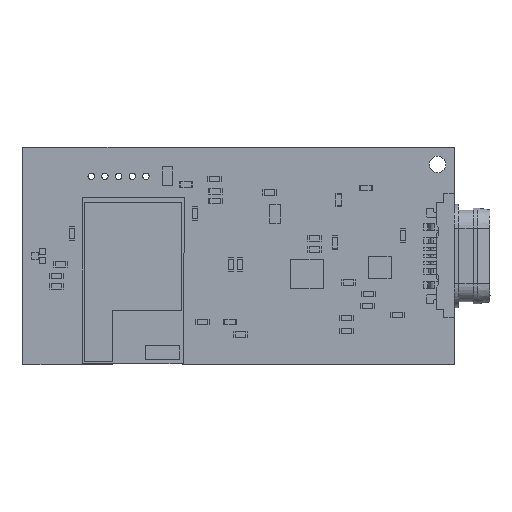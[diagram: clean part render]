
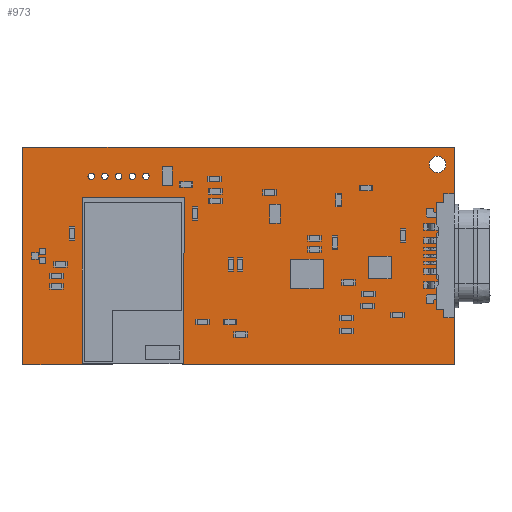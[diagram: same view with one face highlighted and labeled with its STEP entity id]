
A CAD part, top view. The second image highlights one B-rep face of the part: STEP entity #973.
In plain terms, the highlighted planar face has unit normal (0, 0, 1).
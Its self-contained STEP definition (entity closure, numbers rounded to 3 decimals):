
#228 = VERTEX_POINT('',#229);
#229 = CARTESIAN_POINT('',(0.,-0.075,
    0.811));
#235 = EDGE_CURVE('',#228,#236,#238,.T.);
#236 = VERTEX_POINT('',#237);
#237 = CARTESIAN_POINT('',(8.255,-0.075,0.811
    ));
#238 = LINE('',#239,#240);
#239 = CARTESIAN_POINT('',(0.,-0.075,0.811));
#240 = VECTOR('',#241,1.);
#241 = DIRECTION('',(1.,0.,0.));
#266 = EDGE_CURVE('',#236,#267,#269,.T.);
#267 = VERTEX_POINT('',#268);
#268 = CARTESIAN_POINT('',(8.328,-0.018,0.811
    ));
#269 = CIRCLE('',#270,0.076);
#270 = AXIS2_PLACEMENT_3D('',#271,#272,#273);
#271 = CARTESIAN_POINT('',(8.254,0.001,0.811)
  );
#272 = DIRECTION('',(0.,0.,1.));
#273 = DIRECTION('',(0.009,-1.,0.));
#299 = EDGE_CURVE('',#267,#300,#302,.T.);
#300 = VERTEX_POINT('',#301);
#301 = CARTESIAN_POINT('',(8.385,0.055,0.811)
  );
#302 = CIRCLE('',#303,0.076);
#303 = AXIS2_PLACEMENT_3D('',#304,#305,#306);
#304 = CARTESIAN_POINT('',(8.309,0.056,0.811)
  );
#305 = DIRECTION('',(0.,0.,1.));
#306 = DIRECTION('',(0.251,-0.968,0.));
#332 = EDGE_CURVE('',#300,#333,#335,.T.);
#333 = VERTEX_POINT('',#334);
#334 = CARTESIAN_POINT('',(8.385,4.905,0.811));
#335 = LINE('',#336,#337);
#336 = CARTESIAN_POINT('',(8.385,0.055,0.811)
  );
#337 = VECTOR('',#338,1.);
#338 = DIRECTION('',(0.,1.,0.));
#363 = EDGE_CURVE('',#333,#364,#366,.T.);
#364 = VERTEX_POINT('',#365);
#365 = CARTESIAN_POINT('',(14.798,4.905,0.811));
#366 = LINE('',#367,#368);
#367 = CARTESIAN_POINT('',(8.385,4.905,0.811));
#368 = VECTOR('',#369,1.);
#369 = DIRECTION('',(1.,0.,0.));
#394 = EDGE_CURVE('',#364,#395,#397,.T.);
#395 = VERTEX_POINT('',#396);
#396 = CARTESIAN_POINT('',(14.798,0.027,0.811
    ));
#397 = LINE('',#398,#399);
#398 = CARTESIAN_POINT('',(14.798,4.905,0.811));
#399 = VECTOR('',#400,1.);
#400 = DIRECTION('',(0.,-1.,0.));
#425 = EDGE_CURVE('',#395,#426,#428,.T.);
#426 = VERTEX_POINT('',#427);
#427 = CARTESIAN_POINT('',(14.835,-0.038,0.811
    ));
#428 = CIRCLE('',#429,0.074);
#429 = AXIS2_PLACEMENT_3D('',#430,#431,#432);
#430 = CARTESIAN_POINT('',(14.872,0.026,0.811
    ));
#431 = DIRECTION('',(0.,0.,1.));
#432 = DIRECTION('',(-1.,0.011,0.));
#458 = EDGE_CURVE('',#426,#459,#461,.T.);
#459 = VERTEX_POINT('',#460);
#460 = CARTESIAN_POINT('',(14.9,-0.075,0.811
    ));
#461 = CIRCLE('',#462,0.074);
#462 = AXIS2_PLACEMENT_3D('',#463,#464,#465);
#463 = CARTESIAN_POINT('',(14.899,-0.001,
    0.811));
#464 = DIRECTION('',(0.,0.,1.));
#465 = DIRECTION('',(-0.865,-0.501,0.));
#491 = EDGE_CURVE('',#459,#492,#494,.T.);
#492 = VERTEX_POINT('',#493);
#493 = CARTESIAN_POINT('',(40.,-0.075,0.811));
#494 = LINE('',#495,#496);
#495 = CARTESIAN_POINT('',(14.9,-0.075,0.811
    ));
#496 = VECTOR('',#497,1.);
#497 = DIRECTION('',(1.,0.,0.));
#522 = EDGE_CURVE('',#492,#523,#525,.T.);
#523 = VERTEX_POINT('',#524);
#524 = CARTESIAN_POINT('',(40.075,0.,
    0.811));
#525 = CIRCLE('',#526,0.075);
#526 = AXIS2_PLACEMENT_3D('',#527,#528,#529);
#527 = CARTESIAN_POINT('',(40.,0.,0.811
    ));
#528 = DIRECTION('',(0.,0.,1.));
#529 = DIRECTION('',(0.001,-1.,0.));
#555 = EDGE_CURVE('',#523,#556,#558,.T.);
#556 = VERTEX_POINT('',#557);
#557 = CARTESIAN_POINT('',(40.075,20.,0.811));
#558 = LINE('',#559,#560);
#559 = CARTESIAN_POINT('',(40.075,0.,0.811));
#560 = VECTOR('',#561,1.);
#561 = DIRECTION('',(0.,1.,0.));
#586 = EDGE_CURVE('',#556,#587,#589,.T.);
#587 = VERTEX_POINT('',#588);
#588 = CARTESIAN_POINT('',(40.,20.075,0.811));
#589 = CIRCLE('',#590,0.075);
#590 = AXIS2_PLACEMENT_3D('',#591,#592,#593);
#591 = CARTESIAN_POINT('',(40.,20.,0.811));
#592 = DIRECTION('',(0.,0.,1.));
#593 = DIRECTION('',(1.,0.002,0.));
#619 = EDGE_CURVE('',#587,#620,#622,.T.);
#620 = VERTEX_POINT('',#621);
#621 = CARTESIAN_POINT('',(0.,20.075,
    0.811));
#622 = LINE('',#623,#624);
#623 = CARTESIAN_POINT('',(40.,20.075,0.811));
#624 = VECTOR('',#625,1.);
#625 = DIRECTION('',(-1.,0.,0.));
#650 = EDGE_CURVE('',#620,#651,#653,.T.);
#651 = VERTEX_POINT('',#652);
#652 = CARTESIAN_POINT('',(-0.075,20.,0.811));
#653 = CIRCLE('',#654,0.075);
#654 = AXIS2_PLACEMENT_3D('',#655,#656,#657);
#655 = CARTESIAN_POINT('',(0.,20.,0.811
    ));
#656 = DIRECTION('',(0.,0.,1.));
#657 = DIRECTION('',(-0.002,1.,0.));
#683 = EDGE_CURVE('',#651,#684,#686,.T.);
#684 = VERTEX_POINT('',#685);
#685 = CARTESIAN_POINT('',(-0.075,0.,
    0.811));
#686 = LINE('',#687,#688);
#687 = CARTESIAN_POINT('',(-0.075,20.,0.811));
#688 = VECTOR('',#689,1.);
#689 = DIRECTION('',(0.,-1.,0.));
#714 = EDGE_CURVE('',#684,#228,#715,.T.);
#715 = CIRCLE('',#716,0.075);
#716 = AXIS2_PLACEMENT_3D('',#717,#718,#719);
#717 = CARTESIAN_POINT('',(0.,0.,
    0.811));
#718 = DIRECTION('',(0.,0.,1.));
#719 = DIRECTION('',(-1.,-0.002,0.));
#740 = VERTEX_POINT('',#741);
#741 = CARTESIAN_POINT('',(9.19,17.4,0.811));
#747 = EDGE_CURVE('',#740,#740,#748,.T.);
#748 = CIRCLE('',#749,0.3);
#749 = AXIS2_PLACEMENT_3D('',#750,#751,#752);
#750 = CARTESIAN_POINT('',(8.89,17.4,0.811));
#751 = DIRECTION('',(0.,0.,1.));
#752 = DIRECTION('',(1.,0.,0.));
#773 = VERTEX_POINT('',#774);
#774 = CARTESIAN_POINT('',(6.65,17.4,0.811));
#780 = EDGE_CURVE('',#773,#773,#781,.T.);
#781 = CIRCLE('',#782,0.3);
#782 = AXIS2_PLACEMENT_3D('',#783,#784,#785);
#783 = CARTESIAN_POINT('',(6.35,17.4,0.811));
#784 = DIRECTION('',(0.,0.,1.));
#785 = DIRECTION('',(1.,0.,0.));
#806 = VERTEX_POINT('',#807);
#807 = CARTESIAN_POINT('',(7.92,17.4,0.811));
#813 = EDGE_CURVE('',#806,#806,#814,.T.);
#814 = CIRCLE('',#815,0.3);
#815 = AXIS2_PLACEMENT_3D('',#816,#817,#818);
#816 = CARTESIAN_POINT('',(7.62,17.4,0.811));
#817 = DIRECTION('',(0.,0.,1.));
#818 = DIRECTION('',(1.,0.,0.));
#839 = VERTEX_POINT('',#840);
#840 = CARTESIAN_POINT('',(10.46,17.4,0.811));
#846 = EDGE_CURVE('',#839,#839,#847,.T.);
#847 = CIRCLE('',#848,0.3);
#848 = AXIS2_PLACEMENT_3D('',#849,#850,#851);
#849 = CARTESIAN_POINT('',(10.16,17.4,0.811));
#850 = DIRECTION('',(0.,0.,1.));
#851 = DIRECTION('',(1.,0.,0.));
#872 = VERTEX_POINT('',#873);
#873 = CARTESIAN_POINT('',(11.73,17.4,0.811));
#879 = EDGE_CURVE('',#872,#872,#880,.T.);
#880 = CIRCLE('',#881,0.3);
#881 = AXIS2_PLACEMENT_3D('',#882,#883,#884);
#882 = CARTESIAN_POINT('',(11.43,17.4,0.811));
#883 = DIRECTION('',(0.,0.,1.));
#884 = DIRECTION('',(1.,0.,0.));
#905 = VERTEX_POINT('',#906);
#906 = CARTESIAN_POINT('',(39.275,18.5,0.811));
#912 = EDGE_CURVE('',#905,#905,#913,.T.);
#913 = CIRCLE('',#914,0.775);
#914 = AXIS2_PLACEMENT_3D('',#915,#916,#917);
#915 = CARTESIAN_POINT('',(38.5,18.5,0.811));
#916 = DIRECTION('',(0.,0.,1.));
#917 = DIRECTION('',(1.,0.,0.));
#973 = ADVANCED_FACE('',(#974,#992,#995,#998,#1001,#1004,#1007),#1010,
  .F.);
#974 = FACE_BOUND('',#975,.T.);
#975 = EDGE_LOOP('',(#976,#977,#978,#979,#980,#981,#982,#983,#984,#985,
    #986,#987,#988,#989,#990,#991));
#976 = ORIENTED_EDGE('',*,*,#235,.T.);
#977 = ORIENTED_EDGE('',*,*,#266,.T.);
#978 = ORIENTED_EDGE('',*,*,#299,.T.);
#979 = ORIENTED_EDGE('',*,*,#332,.T.);
#980 = ORIENTED_EDGE('',*,*,#363,.T.);
#981 = ORIENTED_EDGE('',*,*,#394,.T.);
#982 = ORIENTED_EDGE('',*,*,#425,.T.);
#983 = ORIENTED_EDGE('',*,*,#458,.T.);
#984 = ORIENTED_EDGE('',*,*,#491,.T.);
#985 = ORIENTED_EDGE('',*,*,#522,.T.);
#986 = ORIENTED_EDGE('',*,*,#555,.T.);
#987 = ORIENTED_EDGE('',*,*,#586,.T.);
#988 = ORIENTED_EDGE('',*,*,#619,.T.);
#989 = ORIENTED_EDGE('',*,*,#650,.T.);
#990 = ORIENTED_EDGE('',*,*,#683,.T.);
#991 = ORIENTED_EDGE('',*,*,#714,.T.);
#992 = FACE_BOUND('',#993,.F.);
#993 = EDGE_LOOP('',(#994));
#994 = ORIENTED_EDGE('',*,*,#747,.T.);
#995 = FACE_BOUND('',#996,.F.);
#996 = EDGE_LOOP('',(#997));
#997 = ORIENTED_EDGE('',*,*,#780,.T.);
#998 = FACE_BOUND('',#999,.F.);
#999 = EDGE_LOOP('',(#1000));
#1000 = ORIENTED_EDGE('',*,*,#813,.T.);
#1001 = FACE_BOUND('',#1002,.F.);
#1002 = EDGE_LOOP('',(#1003));
#1003 = ORIENTED_EDGE('',*,*,#846,.T.);
#1004 = FACE_BOUND('',#1005,.F.);
#1005 = EDGE_LOOP('',(#1006));
#1006 = ORIENTED_EDGE('',*,*,#879,.T.);
#1007 = FACE_BOUND('',#1008,.F.);
#1008 = EDGE_LOOP('',(#1009));
#1009 = ORIENTED_EDGE('',*,*,#912,.T.);
#1010 = PLANE('',#1011);
#1011 = AXIS2_PLACEMENT_3D('',#1012,#1013,#1014);
#1012 = CARTESIAN_POINT('',(0.,-0.075,0.811));
#1013 = DIRECTION('',(0.,0.,-1.));
#1014 = DIRECTION('',(-1.,0.,0.));
